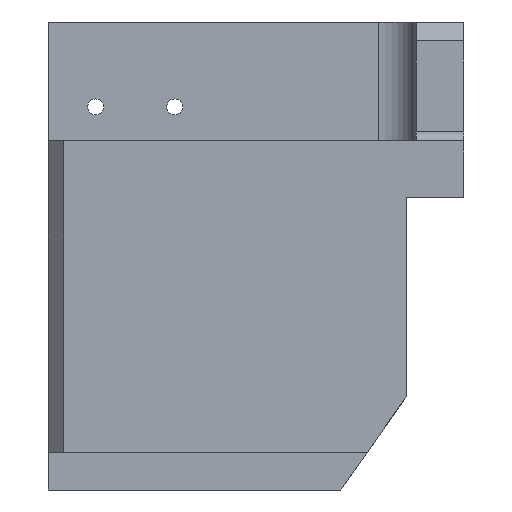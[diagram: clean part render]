
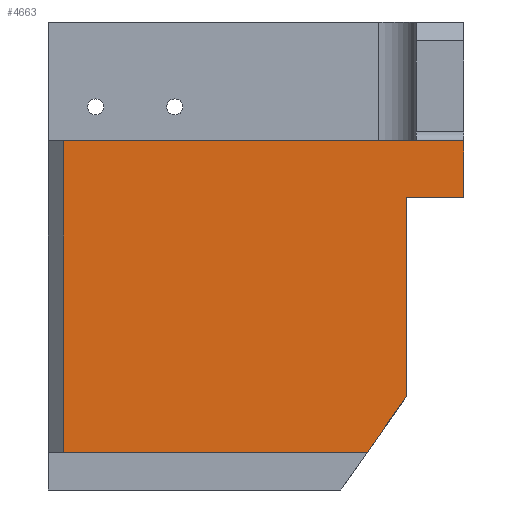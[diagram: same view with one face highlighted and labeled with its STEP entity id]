
A CAD part, front view. The second image highlights one B-rep face of the part: STEP entity #4663.
In plain terms, the highlighted planar face has unit normal (0, -1, 0).
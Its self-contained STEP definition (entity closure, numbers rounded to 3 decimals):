
#255 = CARTESIAN_POINT ( 'NONE',  ( 140., -90., 92.5 ) ) ;
#363 = LINE ( 'NONE', #255, #9414 ) ;
#432 = VERTEX_POINT ( 'NONE', #7356 ) ;
#547 = EDGE_CURVE ( 'NONE', #4577, #2306, #7491, .T. ) ;
#621 = ORIENTED_EDGE ( 'NONE', *, *, #5035, .T. ) ;
#1006 = CARTESIAN_POINT ( 'NONE',  ( 140., -90., 92.5 ) ) ;
#1194 = VERTEX_POINT ( 'NONE', #8419 ) ;
#1794 = DIRECTION ( 'NONE',  ( 0., 0., -1. ) ) ;
#1921 = ORIENTED_EDGE ( 'NONE', *, *, #4917, .T. ) ;
#1966 = DIRECTION ( 'NONE',  ( -1., 0., 0. ) ) ;
#2121 = CARTESIAN_POINT ( 'NONE',  ( -80., -90., -72.5 ) ) ;
#2295 = ORIENTED_EDGE ( 'NONE', *, *, #5936, .F. ) ;
#2306 = VERTEX_POINT ( 'NONE', #9300 ) ;
#2766 = CARTESIAN_POINT ( 'NONE',  ( 140., -90., 62.5 ) ) ;
#2843 = CARTESIAN_POINT ( 'NONE',  ( 110., -90., -42.5 ) ) ;
#3223 = DIRECTION ( 'NONE',  ( 0., 0., -1. ) ) ;
#3534 = VECTOR ( 'NONE', #3223, 1000. ) ;
#3976 = CARTESIAN_POINT ( 'NONE',  ( -72., -90., -92.5 ) ) ;
#4188 = DIRECTION ( 'NONE',  ( -1., 0., 0. ) ) ;
#4577 = VERTEX_POINT ( 'NONE', #8284 ) ;
#4663 = ADVANCED_FACE ( 'NONE', ( #5018 ), #6913, .T. ) ;
#4859 = DIRECTION ( 'NONE',  ( 0.573, 0., 0.819 ) ) ;
#4917 = EDGE_CURVE ( 'NONE', #432, #9642, #7328, .T. ) ;
#5018 = FACE_OUTER_BOUND ( 'NONE', #6040, .T. ) ;
#5035 = EDGE_CURVE ( 'NONE', #1194, #432, #6471, .T. ) ;
#5151 = CARTESIAN_POINT ( 'NONE',  ( 140., -90., -92.5 ) ) ;
#5159 = DIRECTION ( 'NONE',  ( 1., 0., 0. ) ) ;
#5461 = CARTESIAN_POINT ( 'NONE',  ( -72., -90., 92.5 ) ) ;
#5472 = ORIENTED_EDGE ( 'NONE', *, *, #547, .F. ) ;
#5936 = EDGE_CURVE ( 'NONE', #2306, #9642, #8472, .T. ) ;
#5943 = VERTEX_POINT ( 'NONE', #1006 ) ;
#6040 = EDGE_LOOP ( 'NONE', ( #621, #1921, #2295, #5472, #8709, #9747, #9472 ) ) ;
#6431 = VECTOR ( 'NONE', #1794, 1000. ) ;
#6471 = LINE ( 'NONE', #2121, #7316 ) ;
#6522 = VECTOR ( 'NONE', #1966, 1000. ) ;
#6737 = VECTOR ( 'NONE', #4859, 1000. ) ;
#6913 = PLANE ( 'NONE',  #7925 ) ;
#7040 = CARTESIAN_POINT ( 'NONE',  ( 140., -90., -92.5 ) ) ;
#7296 = EDGE_CURVE ( 'NONE', #5943, #8237, #363, .T. ) ;
#7316 = VECTOR ( 'NONE', #5159, 1000. ) ;
#7328 = LINE ( 'NONE', #8121, #6737 ) ;
#7356 = CARTESIAN_POINT ( 'NONE',  ( 89., -90., -72.5 ) ) ;
#7491 = LINE ( 'NONE', #2766, #6522 ) ;
#7741 = VECTOR ( 'NONE', #8320, 1000. ) ;
#7748 = DIRECTION ( 'NONE',  ( 1., 0., 0. ) ) ;
#7925 = AXIS2_PLACEMENT_3D ( 'NONE', #7040, #8555, #7748 ) ;
#7988 = LINE ( 'NONE', #5151, #7741 ) ;
#8121 = CARTESIAN_POINT ( 'NONE',  ( 96.376, -90., -61.963 ) ) ;
#8237 = VERTEX_POINT ( 'NONE', #5461 ) ;
#8284 = CARTESIAN_POINT ( 'NONE',  ( 140., -90., 62.5 ) ) ;
#8300 = EDGE_CURVE ( 'NONE', #8237, #1194, #9998, .T. ) ;
#8320 = DIRECTION ( 'NONE',  ( 0., 0., 1. ) ) ;
#8419 = CARTESIAN_POINT ( 'NONE',  ( -72., -90., -72.5 ) ) ;
#8472 = LINE ( 'NONE', #9726, #6431 ) ;
#8555 = DIRECTION ( 'NONE',  ( 0., -1., 0. ) ) ;
#8709 = ORIENTED_EDGE ( 'NONE', *, *, #9923, .T. ) ;
#9300 = CARTESIAN_POINT ( 'NONE',  ( 110., -90., 62.5 ) ) ;
#9414 = VECTOR ( 'NONE', #4188, 1000. ) ;
#9472 = ORIENTED_EDGE ( 'NONE', *, *, #8300, .T. ) ;
#9642 = VERTEX_POINT ( 'NONE', #2843 ) ;
#9726 = CARTESIAN_POINT ( 'NONE',  ( 110., -90., 414.023 ) ) ;
#9747 = ORIENTED_EDGE ( 'NONE', *, *, #7296, .T. ) ;
#9923 = EDGE_CURVE ( 'NONE', #4577, #5943, #7988, .T. ) ;
#9998 = LINE ( 'NONE', #3976, #3534 ) ;
